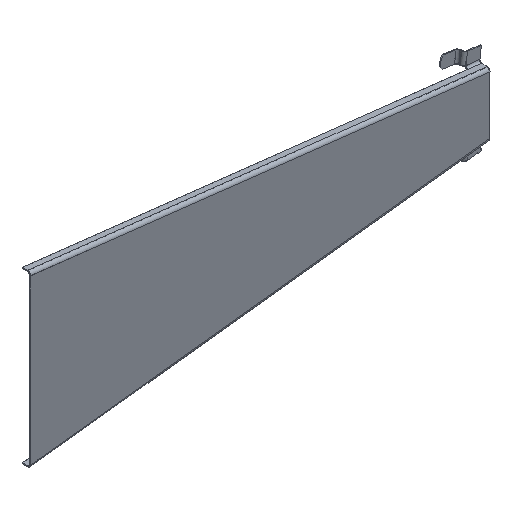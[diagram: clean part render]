
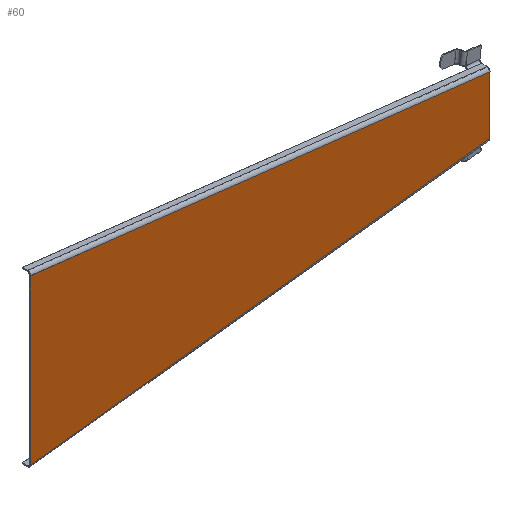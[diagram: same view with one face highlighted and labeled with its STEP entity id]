
A CAD part, isometric view. The second image highlights one B-rep face of the part: STEP entity #60.
In plain terms, the highlighted planar face has unit normal (0, -1, 0).
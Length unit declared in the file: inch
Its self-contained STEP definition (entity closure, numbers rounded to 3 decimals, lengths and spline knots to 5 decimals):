
#35 = LINE ( 'NONE', #1289, #700 ) ;
#60 = ADVANCED_FACE ( 'NONE', ( #1649 ), #1816, .T. ) ;
#95 = DIRECTION ( 'NONE',  ( 0., 0., -1. ) ) ;
#358 = CARTESIAN_POINT ( 'NONE',  ( -13.5, 0., 4.816 ) ) ;
#387 = EDGE_CURVE ( 'NONE', #1313, #1537, #1067, .T. ) ;
#404 = DIRECTION ( 'NONE',  ( 0., -1., 0. ) ) ;
#492 = ORIENTED_EDGE ( 'NONE', *, *, #387, .F. ) ;
#494 = LINE ( 'NONE', #1156, #801 ) ;
#512 = CARTESIAN_POINT ( 'NONE',  ( 13.5, 0., -1.691 ) ) ;
#522 = VERTEX_POINT ( 'NONE', #1089 ) ;
#581 = DIRECTION ( 'NONE',  ( 0., 0., 1. ) ) ;
#659 = ORIENTED_EDGE ( 'NONE', *, *, #1066, .F. ) ;
#700 = VECTOR ( 'NONE', #1924, 39.37008 ) ;
#801 = VECTOR ( 'NONE', #1315, 39.37008 ) ;
#877 = ORIENTED_EDGE ( 'NONE', *, *, #932, .F. ) ;
#932 = EDGE_CURVE ( 'NONE', #1441, #1313, #2028, .T. ) ;
#1042 = ORIENTED_EDGE ( 'NONE', *, *, #1810, .T. ) ;
#1066 = EDGE_CURVE ( 'NONE', #1537, #522, #35, .T. ) ;
#1067 = LINE ( 'NONE', #1984, #1597 ) ;
#1089 = CARTESIAN_POINT ( 'NONE',  ( 13.5, 0., 1.691 ) ) ;
#1120 = CARTESIAN_POINT ( 'NONE',  ( -13.5, 0., -4.816 ) ) ;
#1156 = CARTESIAN_POINT ( 'NONE',  ( 13.5, 0., 0. ) ) ;
#1174 = VECTOR ( 'NONE', #1693, 39.37008 ) ;
#1289 = CARTESIAN_POINT ( 'NONE',  ( -13.5, 0., 4.816 ) ) ;
#1313 = VERTEX_POINT ( 'NONE', #1120 ) ;
#1315 = DIRECTION ( 'NONE',  ( 0., 0., 1. ) ) ;
#1441 = VERTEX_POINT ( 'NONE', #512 ) ;
#1513 = CARTESIAN_POINT ( 'NONE',  ( 13.5, 0., 0. ) ) ;
#1537 = VERTEX_POINT ( 'NONE', #358 ) ;
#1581 = CARTESIAN_POINT ( 'NONE',  ( -13.5, 0., -4.816 ) ) ;
#1597 = VECTOR ( 'NONE', #581, 39.37008 ) ;
#1611 = EDGE_LOOP ( 'NONE', ( #492, #877, #1042, #659 ) ) ;
#1649 = FACE_OUTER_BOUND ( 'NONE', #1611, .T. ) ;
#1693 = DIRECTION ( 'NONE',  ( -0.993, 0., -0.115 ) ) ;
#1810 = EDGE_CURVE ( 'NONE', #1441, #522, #494, .T. ) ;
#1816 = PLANE ( 'NONE',  #1835 ) ;
#1835 = AXIS2_PLACEMENT_3D ( 'NONE', #1513, #404, #95 ) ;
#1924 = DIRECTION ( 'NONE',  ( 0.993, 0., -0.115 ) ) ;
#1984 = CARTESIAN_POINT ( 'NONE',  ( -13.5, 0., 0. ) ) ;
#2028 = LINE ( 'NONE', #1581, #1174 ) ;
